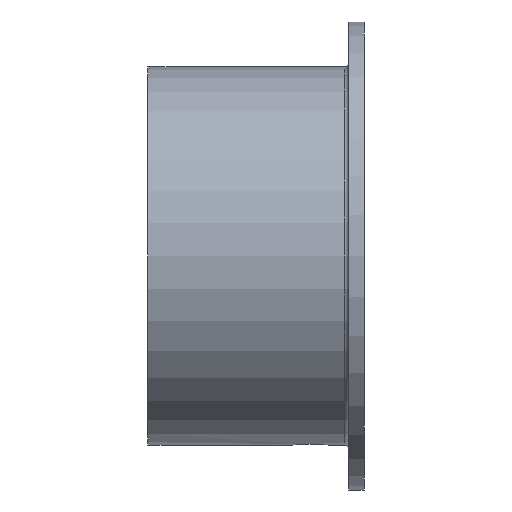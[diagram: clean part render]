
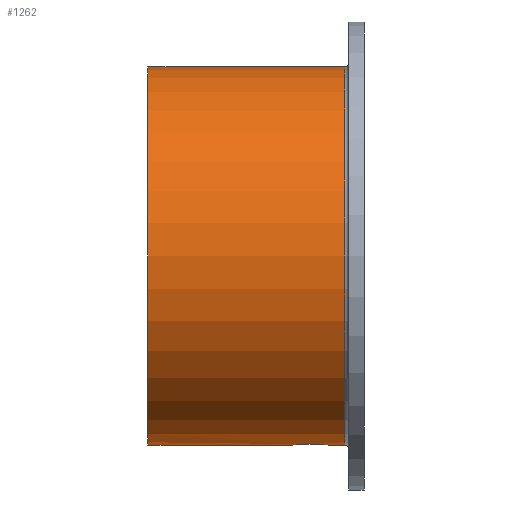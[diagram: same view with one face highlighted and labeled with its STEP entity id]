
A CAD part, left-side view. The second image highlights one B-rep face of the part: STEP entity #1262.
In plain terms, the highlighted cylindrical face has radius 49 mm (diameter 98 mm), a partial arc.
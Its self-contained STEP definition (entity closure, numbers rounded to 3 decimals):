
#19 = CARTESIAN_POINT ( 'NONE',  ( -3.769, 10.698, -48.855 ) ) ;
#32 = CARTESIAN_POINT ( 'NONE',  ( -3.049, 17.976, -48.906 ) ) ;
#50 = EDGE_CURVE ( 'NONE', #1768, #552, #2148, .T. ) ;
#52 = CARTESIAN_POINT ( 'NONE',  ( 0., 19., -49. ) ) ;
#104 = CARTESIAN_POINT ( 'NONE',  ( 0., 56., -49. ) ) ;
#143 = CARTESIAN_POINT ( 'NONE',  ( -5., 14., -48.744 ) ) ;
#145 = VERTEX_POINT ( 'NONE', #171 ) ;
#171 = CARTESIAN_POINT ( 'NONE',  ( 0., 9., -49. ) ) ;
#188 = CARTESIAN_POINT ( 'NONE',  ( -0.658, 9.033, -48.997 ) ) ;
#201 = VERTEX_POINT ( 'NONE', #2014 ) ;
#202 = VECTOR ( 'NONE', #2115, 1000. ) ;
#222 = CARTESIAN_POINT ( 'NONE',  ( -3.974, 17.052, -48.839 ) ) ;
#339 = ORIENTED_EDGE ( 'NONE', *, *, #1011, .T. ) ;
#340 = CARTESIAN_POINT ( 'NONE',  ( -4.331, 11.496, -48.808 ) ) ;
#353 = CARTESIAN_POINT ( 'NONE',  ( -2.644, 9.753, -48.929 ) ) ;
#372 = CARTESIAN_POINT ( 'NONE',  ( -4.839, 12.701, -48.76 ) ) ;
#374 = CARTESIAN_POINT ( 'NONE',  ( -4.84, 15.297, -48.76 ) ) ;
#380 = CARTESIAN_POINT ( 'NONE',  ( -4.745, 12.389, -48.77 ) ) ;
#382 = CARTESIAN_POINT ( 'NONE',  ( -5., 14., -48.744 ) ) ;
#466 = CARTESIAN_POINT ( 'NONE',  ( 0., 5., 0. ) ) ;
#504 = VECTOR ( 'NONE', #1516, 1000. ) ;
#515 = CARTESIAN_POINT ( 'NONE',  ( -4.557, 11.935, -48.788 ) ) ;
#525 = CARTESIAN_POINT ( 'NONE',  ( -3.05, 10.024, -48.906 ) ) ;
#527 = CARTESIAN_POINT ( 'NONE',  ( -4.495, 16.214, -48.794 ) ) ;
#534 = B_SPLINE_CURVE_WITH_KNOTS ( 'NONE', 3,
 ( #1851, #879, #1884, #1198, #1521, #2043, #1736, #1860, #2020, #32, #847, #1004, #222, #1556, #527, #1534, #374, #1569, #1873, #382 ),
 .UNSPECIFIED., .F., .F.,
 ( 4, 2, 2, 2, 2, 2, 2, 2, 2, 4 ),
 ( 0., 0.001, 0.001, 0.002, 0.003, 0.004, 0.005, 0.006, 0.007, 0.008 ),
 .UNSPECIFIED. ) ;
#552 = VERTEX_POINT ( 'NONE', #1153 ) ;
#587 = CARTESIAN_POINT ( 'NONE',  ( -5., 14., -48.744 ) ) ;
#618 = ORIENTED_EDGE ( 'NONE', *, *, #1946, .F. ) ;
#672 = EDGE_CURVE ( 'NONE', #1225, #750, #534, .T. ) ;
#750 = VERTEX_POINT ( 'NONE', #587 ) ;
#809 = DIRECTION ( 'NONE',  ( 0., -1., 0. ) ) ;
#834 = CARTESIAN_POINT ( 'NONE',  ( -2.214, 9.514, -48.95 ) ) ;
#841 = CARTESIAN_POINT ( 'NONE',  ( 0., 56., 49. ) ) ;
#847 = CARTESIAN_POINT ( 'NONE',  ( -3.306, 17.765, -48.889 ) ) ;
#856 = CARTESIAN_POINT ( 'NONE',  ( -5., 13.674, -48.744 ) ) ;
#879 = CARTESIAN_POINT ( 'NONE',  ( -0.331, 19., -49. ) ) ;
#931 = LINE ( 'NONE', #104, #202 ) ;
#1002 = CARTESIAN_POINT ( 'NONE',  ( -1.611, 9.255, -48.974 ) ) ;
#1004 = CARTESIAN_POINT ( 'NONE',  ( -3.767, 17.304, -48.856 ) ) ;
#1011 = EDGE_CURVE ( 'NONE', #1284, #1225, #1509, .T. ) ;
#1014 = CARTESIAN_POINT ( 'NONE',  ( -1.299, 9.161, -48.984 ) ) ;
#1026 = EDGE_CURVE ( 'NONE', #750, #145, #1028, .T. ) ;
#1028 = B_SPLINE_CURVE_WITH_KNOTS ( 'NONE', 3,
 ( #143, #856, #1890, #372, #380, #515, #1850, #340, #1216, #1362, #19, #2028, #525, #353, #1196, #834, #1553, #1002, #1014, #188, #1859, #2175 ),
 .UNSPECIFIED., .F., .F.,
 ( 4, 2, 2, 2, 2, 2, 2, 2, 2, 2, 4 ),
 ( 0.008, 0.009, 0.01, 0.01, 0.011, 0.012, 0.013, 0.013, 0.014, 0.015, 0.016 ),
 .UNSPECIFIED. ) ;
#1085 = FACE_OUTER_BOUND ( 'NONE', #2089, .T. ) ;
#1093 = AXIS2_PLACEMENT_3D ( 'NONE', #1668, #1483, #1317 ) ;
#1139 = DIRECTION ( 'NONE',  ( 0., -1., 0. ) ) ;
#1153 = CARTESIAN_POINT ( 'NONE',  ( 0., 5., 49. ) ) ;
#1175 = ORIENTED_EDGE ( 'NONE', *, *, #50, .T. ) ;
#1196 = CARTESIAN_POINT ( 'NONE',  ( -2.504, 9.669, -48.936 ) ) ;
#1198 = CARTESIAN_POINT ( 'NONE',  ( -1.135, 18.872, -48.987 ) ) ;
#1216 = CARTESIAN_POINT ( 'NONE',  ( -4.247, 11.356, -48.816 ) ) ;
#1225 = VERTEX_POINT ( 'NONE', #52 ) ;
#1262 = ADVANCED_FACE ( 'NONE', ( #1085 ), #1405, .T. ) ;
#1272 = AXIS2_PLACEMENT_3D ( 'NONE', #466, #1826, #1652 ) ;
#1284 = VERTEX_POINT ( 'NONE', #1962 ) ;
#1317 = DIRECTION ( 'NONE',  ( 0., 0., 1. ) ) ;
#1362 = CARTESIAN_POINT ( 'NONE',  ( -3.975, 10.95, -48.839 ) ) ;
#1369 = EDGE_CURVE ( 'NONE', #1284, #201, #1598, .T. ) ;
#1374 = ORIENTED_EDGE ( 'NONE', *, *, #672, .T. ) ;
#1405 = CYLINDRICAL_SURFACE ( 'NONE', #1635, 49. ) ;
#1460 = DIRECTION ( 'NONE',  ( 0., 0., -1. ) ) ;
#1468 = ORIENTED_EDGE ( 'NONE', *, *, #1613, .T. ) ;
#1483 = DIRECTION ( 'NONE',  ( 0., 1., 0. ) ) ;
#1509 = LINE ( 'NONE', #1967, #1726 ) ;
#1516 = DIRECTION ( 'NONE',  ( 0., -1., 0. ) ) ;
#1521 = CARTESIAN_POINT ( 'NONE',  ( -1.294, 18.832, -48.983 ) ) ;
#1534 = CARTESIAN_POINT ( 'NONE',  ( -4.744, 15.612, -48.77 ) ) ;
#1553 = CARTESIAN_POINT ( 'NONE',  ( -2.065, 9.443, -48.957 ) ) ;
#1556 = CARTESIAN_POINT ( 'NONE',  ( -4.34, 16.505, -48.808 ) ) ;
#1569 = CARTESIAN_POINT ( 'NONE',  ( -4.968, 14.651, -48.748 ) ) ;
#1598 = CIRCLE ( 'NONE', #1093, 49. ) ;
#1613 = EDGE_CURVE ( 'NONE', #145, #1768, #931, .T. ) ;
#1635 = AXIS2_PLACEMENT_3D ( 'NONE', #1769, #809, #1460 ) ;
#1652 = DIRECTION ( 'NONE',  ( 0., 0., 1. ) ) ;
#1668 = CARTESIAN_POINT ( 'NONE',  ( 0., 56., 0. ) ) ;
#1699 = LINE ( 'NONE', #841, #504 ) ;
#1713 = ORIENTED_EDGE ( 'NONE', *, *, #1369, .F. ) ;
#1726 = VECTOR ( 'NONE', #1139, 1000. ) ;
#1736 = CARTESIAN_POINT ( 'NONE',  ( -1.764, 18.681, -48.968 ) ) ;
#1768 = VERTEX_POINT ( 'NONE', #2103 ) ;
#1769 = CARTESIAN_POINT ( 'NONE',  ( 0., 56., 0. ) ) ;
#1826 = DIRECTION ( 'NONE',  ( 0., 1., 0. ) ) ;
#1850 = CARTESIAN_POINT ( 'NONE',  ( -4.486, 11.785, -48.794 ) ) ;
#1851 = CARTESIAN_POINT ( 'NONE',  ( 0., 19., -49. ) ) ;
#1859 = CARTESIAN_POINT ( 'NONE',  ( -0.326, 9., -49. ) ) ;
#1860 = CARTESIAN_POINT ( 'NONE',  ( -2.219, 18.493, -48.951 ) ) ;
#1873 = CARTESIAN_POINT ( 'NONE',  ( -5., 14.326, -48.744 ) ) ;
#1884 = CARTESIAN_POINT ( 'NONE',  ( -0.656, 18.968, -48.997 ) ) ;
#1890 = CARTESIAN_POINT ( 'NONE',  ( -4.967, 13.342, -48.748 ) ) ;
#1911 = ORIENTED_EDGE ( 'NONE', *, *, #1026, .T. ) ;
#1946 = EDGE_CURVE ( 'NONE', #201, #552, #1699, .T. ) ;
#1962 = CARTESIAN_POINT ( 'NONE',  ( 0., 56., -49. ) ) ;
#1967 = CARTESIAN_POINT ( 'NONE',  ( 0., 56., -49. ) ) ;
#2014 = CARTESIAN_POINT ( 'NONE',  ( 0., 56., 49. ) ) ;
#2020 = CARTESIAN_POINT ( 'NONE',  ( -2.506, 18.339, -48.937 ) ) ;
#2028 = CARTESIAN_POINT ( 'NONE',  ( -3.302, 10.231, -48.889 ) ) ;
#2043 = CARTESIAN_POINT ( 'NONE',  ( -1.608, 18.737, -48.974 ) ) ;
#2089 = EDGE_LOOP ( 'NONE', ( #618, #1713, #339, #1374, #1911, #1468, #1175 ) ) ;
#2103 = CARTESIAN_POINT ( 'NONE',  ( 0., 5., -49. ) ) ;
#2115 = DIRECTION ( 'NONE',  ( 0., -1., 0. ) ) ;
#2148 = CIRCLE ( 'NONE', #1272, 49. ) ;
#2175 = CARTESIAN_POINT ( 'NONE',  ( 0., 9., -49. ) ) ;
